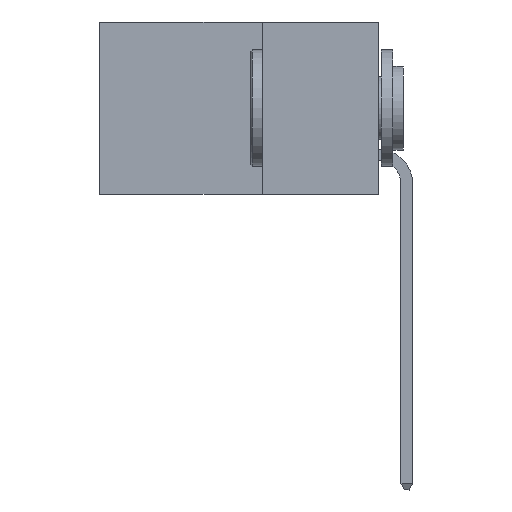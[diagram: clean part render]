
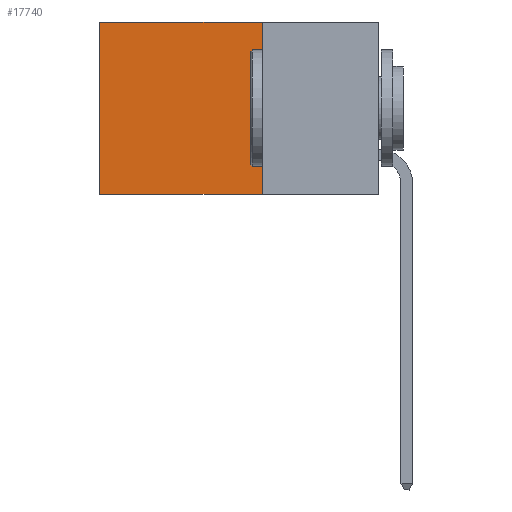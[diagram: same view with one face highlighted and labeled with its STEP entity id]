
A CAD part, left-side view. The second image highlights one B-rep face of the part: STEP entity #17740.
In plain terms, the highlighted planar face has unit normal (-1, 0, 0).
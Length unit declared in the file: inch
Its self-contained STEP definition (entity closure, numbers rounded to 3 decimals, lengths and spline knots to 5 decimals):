
#709 = EDGE_CURVE ( 'NONE', #11146, #5045, #1513, .T. ) ;
#1513 = LINE ( 'NONE', #8379, #13927 ) ;
#1519 = VERTEX_POINT ( 'NONE', #20659 ) ;
#1796 = ORIENTED_EDGE ( 'NONE', *, *, #20019, .T. ) ;
#1844 = LINE ( 'NONE', #14142, #14768 ) ;
#2798 = CARTESIAN_POINT ( 'NONE',  ( 0.298, 0.25, 0. ) ) ;
#3888 = PLANE ( 'NONE',  #20450 ) ;
#4321 = DIRECTION ( 'NONE',  ( 0., 0., -1. ) ) ;
#4422 = DIRECTION ( 'NONE',  ( 0., 1., 0. ) ) ;
#5045 = VERTEX_POINT ( 'NONE', #20672 ) ;
#5820 = LINE ( 'NONE', #2798, #13939 ) ;
#5981 = CARTESIAN_POINT ( 'NONE',  ( 0.298, 0.25, -0.37 ) ) ;
#6248 = VERTEX_POINT ( 'NONE', #5981 ) ;
#6268 = LINE ( 'NONE', #20873, #14900 ) ;
#6521 = ORIENTED_EDGE ( 'NONE', *, *, #709, .T. ) ;
#7598 = DIRECTION ( 'NONE',  ( 0., 1., 0. ) ) ;
#8379 = CARTESIAN_POINT ( 'NONE',  ( 0.298, 0.6, 0. ) ) ;
#8776 = DIRECTION ( 'NONE',  ( 1., 0., 0. ) ) ;
#9121 = EDGE_LOOP ( 'NONE', ( #6521, #20040, #20058, #1796 ) ) ;
#11146 = VERTEX_POINT ( 'NONE', #19726 ) ;
#11252 = DIRECTION ( 'NONE',  ( 0., 0., -1. ) ) ;
#11956 = CARTESIAN_POINT ( 'NONE',  ( 0.298, 0.25, 0. ) ) ;
#12014 = EDGE_CURVE ( 'NONE', #6248, #5045, #1844, .T. ) ;
#13927 = VECTOR ( 'NONE', #4321, 39.37008 ) ;
#13939 = VECTOR ( 'NONE', #4422, 39.37008 ) ;
#14142 = CARTESIAN_POINT ( 'NONE',  ( 0.298, 0.25, -0.37 ) ) ;
#14768 = VECTOR ( 'NONE', #7598, 39.37008 ) ;
#14900 = VECTOR ( 'NONE', #11252, 39.37008 ) ;
#14951 = EDGE_CURVE ( 'NONE', #1519, #6248, #6268, .T. ) ;
#15036 = FACE_OUTER_BOUND ( 'NONE', #9121, .T. ) ;
#17740 = ADVANCED_FACE ( 'NONE', ( #15036 ), #3888, .F. ) ;
#19726 = CARTESIAN_POINT ( 'NONE',  ( 0.298, 0.6, 0. ) ) ;
#20019 = EDGE_CURVE ( 'NONE', #1519, #11146, #5820, .T. ) ;
#20038 = DIRECTION ( 'NONE',  ( 0., 0., -1. ) ) ;
#20040 = ORIENTED_EDGE ( 'NONE', *, *, #12014, .F. ) ;
#20058 = ORIENTED_EDGE ( 'NONE', *, *, #14951, .F. ) ;
#20450 = AXIS2_PLACEMENT_3D ( 'NONE', #11956, #8776, #20038 ) ;
#20659 = CARTESIAN_POINT ( 'NONE',  ( 0.298, 0.25, 0. ) ) ;
#20672 = CARTESIAN_POINT ( 'NONE',  ( 0.298, 0.6, -0.37 ) ) ;
#20873 = CARTESIAN_POINT ( 'NONE',  ( 0.298, 0.25, 0. ) ) ;
